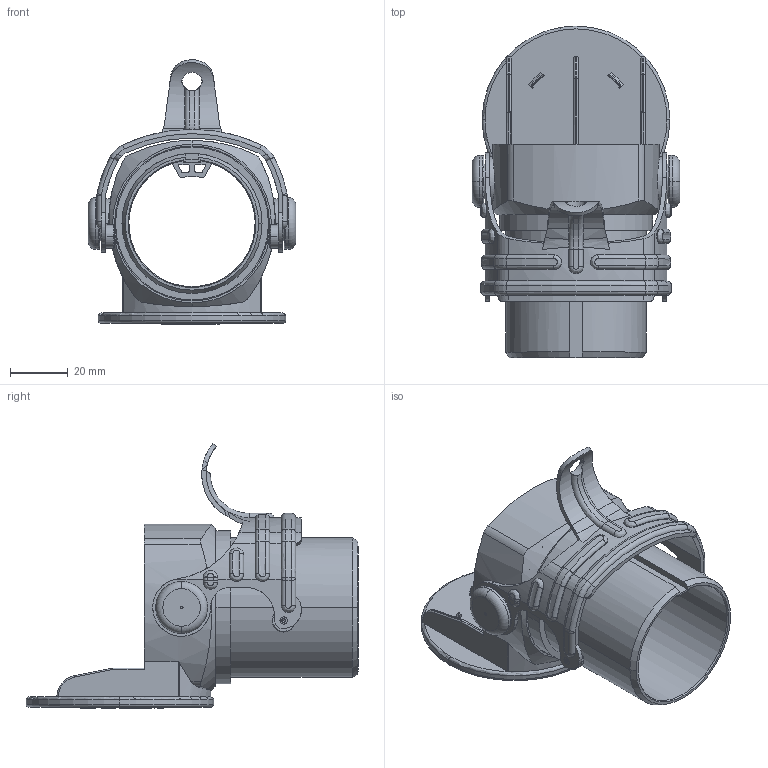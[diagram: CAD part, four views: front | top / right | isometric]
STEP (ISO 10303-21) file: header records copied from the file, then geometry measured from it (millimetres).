
FILE_DESCRIPTION((''),'2;1');
FILE_NAME('382044_SW0001','2021-06-17T10:19:33',('teru'),(''),'CREO PARAMETRIC BY PTC INC, 2017380','CREO PARAMETRIC BY PTC INC, 2017380','');
FILE_SCHEMA(('CONFIG_CONTROL_DESIGN'));
Length unit declared in the file: millimetre
Products named in the file (1): 382044_SW0001
Bounding box: 71.8 x 115 x 91.61 mm (x, y, z)
Volume: 61913.4 mm3; surface area: 55174 mm2
Topology: 2 solids, 2 shells, 989 faces, 2609 edges, 1676 vertices
Faces by surface type: plane 480, cylinder 289, torus 88, extrusion 64, cone 38, bspline 30
Entity records: 34902 total; most frequent: CARTESIAN_POINT 10521, ORIENTED_EDGE 5194, DIRECTION 4865, EDGE_CURVE 2597, VERTEX_POINT 1676, AXIS2_PLACEMENT_3D 1638, VECTOR 1589, LINE 1525
